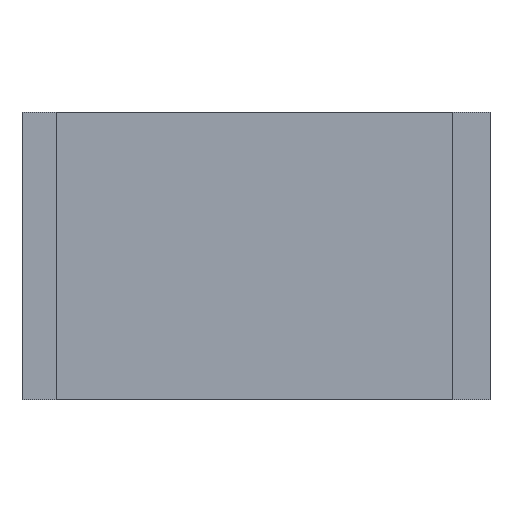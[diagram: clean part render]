
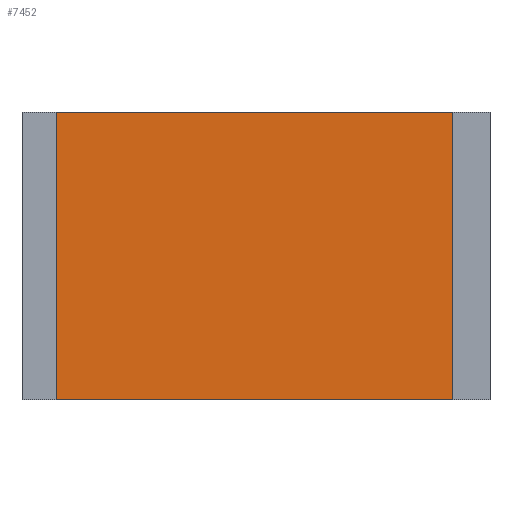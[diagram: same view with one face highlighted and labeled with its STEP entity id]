
A CAD part, top view. The second image highlights one B-rep face of the part: STEP entity #7452.
In plain terms, the highlighted planar face has unit normal (0, 0, 1).
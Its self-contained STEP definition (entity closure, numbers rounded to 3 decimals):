
#5126 = VERTEX_POINT('',#5127);
#5127 = CARTESIAN_POINT('',(-34.91,-25.075,5.6));
#5133 = EDGE_CURVE('',#5126,#5134,#5136,.T.);
#5134 = VERTEX_POINT('',#5135);
#5135 = CARTESIAN_POINT('',(-34.91,25.075,5.6));
#5136 = LINE('',#5137,#5138);
#5137 = CARTESIAN_POINT('',(-34.91,-25.075,5.6));
#5138 = VECTOR('',#5139,1.);
#5139 = DIRECTION('',(0.,1.,0.));
#5157 = VERTEX_POINT('',#5158);
#5158 = CARTESIAN_POINT('',(34.33,-25.075,5.6));
#5164 = EDGE_CURVE('',#5157,#5126,#5165,.T.);
#5165 = LINE('',#5166,#5167);
#5166 = CARTESIAN_POINT('',(34.33,-25.075,5.6));
#5167 = VECTOR('',#5168,1.);
#5168 = DIRECTION('',(-1.,0.,0.));
#5181 = VERTEX_POINT('',#5182);
#5182 = CARTESIAN_POINT('',(34.33,25.075,5.6));
#5188 = EDGE_CURVE('',#5181,#5157,#5189,.T.);
#5189 = LINE('',#5190,#5191);
#5190 = CARTESIAN_POINT('',(34.33,25.075,5.6));
#5191 = VECTOR('',#5192,1.);
#5192 = DIRECTION('',(0.,-1.,0.));
#5205 = EDGE_CURVE('',#5134,#5181,#5206,.T.);
#5206 = LINE('',#5207,#5208);
#5207 = CARTESIAN_POINT('',(-34.91,25.075,5.6));
#5208 = VECTOR('',#5209,1.);
#5209 = DIRECTION('',(1.,0.,0.));
#7452 = ADVANCED_FACE('',(#7453),#7459,.T.);
#7453 = FACE_BOUND('',#7454,.F.);
#7454 = EDGE_LOOP('',(#7455,#7456,#7457,#7458));
#7455 = ORIENTED_EDGE('',*,*,#5205,.T.);
#7456 = ORIENTED_EDGE('',*,*,#5188,.T.);
#7457 = ORIENTED_EDGE('',*,*,#5164,.T.);
#7458 = ORIENTED_EDGE('',*,*,#5133,.T.);
#7459 = PLANE('',#7460);
#7460 = AXIS2_PLACEMENT_3D('',#7461,#7462,#7463);
#7461 = CARTESIAN_POINT('',(-0.29,0.,5.6));
#7462 = DIRECTION('',(0.,0.,1.));
#7463 = DIRECTION('',(1.,0.,0.));
